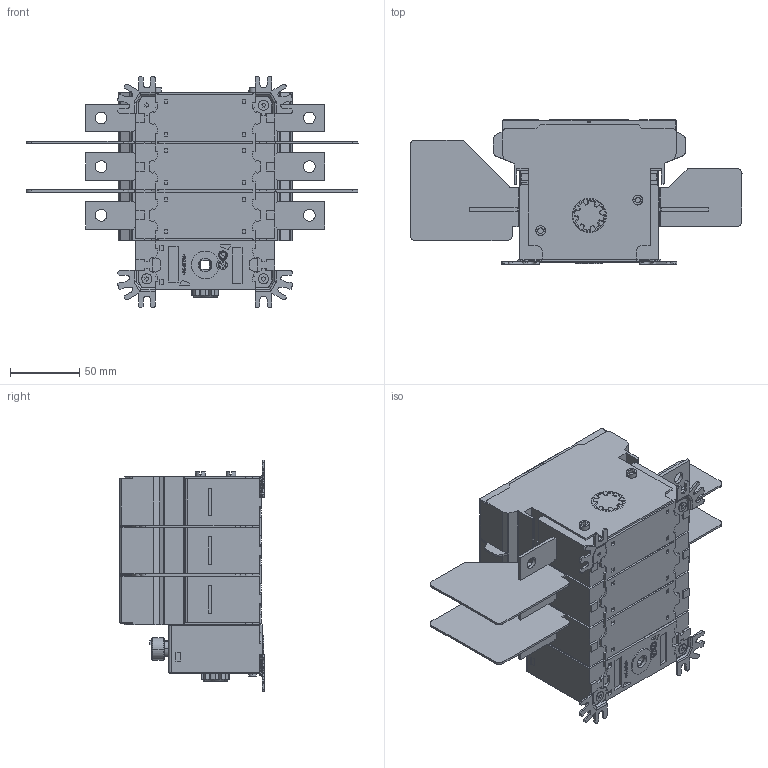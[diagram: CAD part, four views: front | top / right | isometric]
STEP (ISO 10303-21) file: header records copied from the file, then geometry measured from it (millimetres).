
FILE_DESCRIPTION((''),'2;1');
FILE_NAME('ASM0001_SW0001','2024-11-12T10:53:09',('FIRARAN'),(''),'CREO PARAMETRIC BY PTC INC, 2022364','CREO PARAMETRIC BY PTC INC, 2022364','');
FILE_SCHEMA(('AUTOMOTIVE_DESIGN { 1 0 10303 214 1 1 1 1 }'));
Products named in the file (1): ASM0001_SW0001
Bounding box: 239 x 104 x 167 mm (x, y, z)
Volume: 1414949.3 mm3; surface area: 150582.7 mm2
Topology: 1 solids, 1 shells, 2807 faces, 7804 edges, 5123 vertices
Faces by surface type: plane 1807, cylinder 540, extrusion 325, bspline 69, cone 42, torus 24
Entity records: 125651 total; most frequent: CARTESIAN_POINT 32867, ORIENTED_EDGE 15600, DIRECTION 12839, EDGE_CURVE 7800, VECTOR 5960, LINE 5635, VERTEX_POINT 5122, AXIS2_PLACEMENT_3D 3438
